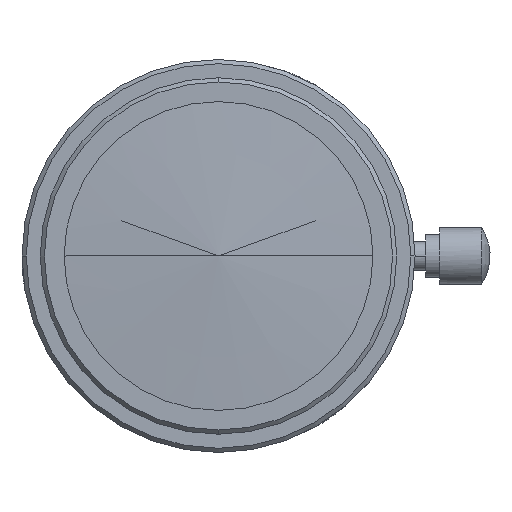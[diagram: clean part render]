
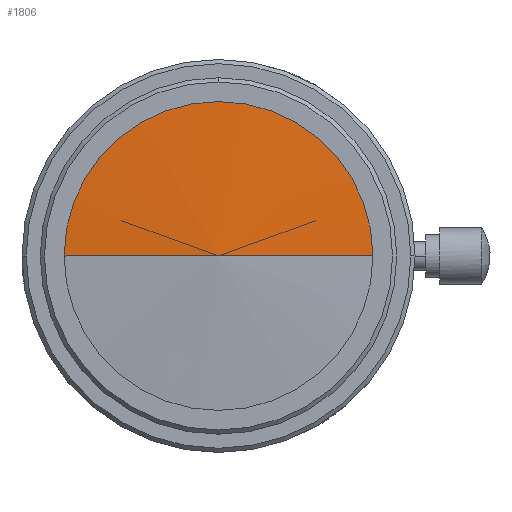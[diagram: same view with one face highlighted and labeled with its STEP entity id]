
A CAD part, left-side view. The second image highlights one B-rep face of the part: STEP entity #1806.
In plain terms, the highlighted conical face has half-angle 86.492 degrees and reference radius 16311.7 mm.
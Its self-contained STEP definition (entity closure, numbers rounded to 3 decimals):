
#42 = DIRECTION ( 'NONE',  ( 0., -0.815, 0.58 ) ) ;
#117 = CONICAL_SURFACE ( 'NONE', #2934, 16311.695, 1.51 ) ;
#202 = CARTESIAN_POINT ( 'NONE',  ( -86.275, 0., 0. ) ) ;
#264 = DIRECTION ( 'NONE',  ( 1., 0., 0. ) ) ;
#366 = VERTEX_POINT ( 'NONE', #2594 ) ;
#407 = LINE ( 'NONE', #202, #3663 ) ;
#469 = EDGE_CURVE ( 'NONE', #3632, #3892, #3955, .T. ) ;
#711 = EDGE_LOOP ( 'NONE', ( #2415, #2012, #2734, #1550 ) ) ;
#814 = EDGE_CURVE ( 'NONE', #366, #3892, #3024, .T. ) ;
#1134 = DIRECTION ( 'NONE',  ( 0.061, 0.998, 0. ) ) ;
#1144 = AXIS2_PLACEMENT_3D ( 'NONE', #1941, #4049, #42 ) ;
#1550 = ORIENTED_EDGE ( 'NONE', *, *, #4047, .F. ) ;
#1653 = DIRECTION ( 'NONE',  ( 0., -0.815, 0.58 ) ) ;
#1734 = DIRECTION ( 'NONE',  ( 0.061, -0.998, 0. ) ) ;
#1806 = ADVANCED_FACE ( 'NONE', ( #2727 ), #117, .T. ) ;
#1872 = VECTOR ( 'NONE', #1734, 1000. ) ;
#1941 = CARTESIAN_POINT ( 'NONE',  ( -85.601, 0., 0. ) ) ;
#2012 = ORIENTED_EDGE ( 'NONE', *, *, #814, .T. ) ;
#2279 = CARTESIAN_POINT ( 'NONE',  ( -85.601, 0., 11. ) ) ;
#2415 = ORIENTED_EDGE ( 'NONE', *, *, #3304, .F. ) ;
#2594 = CARTESIAN_POINT ( 'NONE',  ( -86.275, 0., 0. ) ) ;
#2717 = AXIS2_PLACEMENT_3D ( 'NONE', #3207, #3257, #1653 ) ;
#2727 = FACE_OUTER_BOUND ( 'NONE', #711, .T. ) ;
#2734 = ORIENTED_EDGE ( 'NONE', *, *, #469, .F. ) ;
#2924 = CIRCLE ( 'NONE', #2717, 11. ) ;
#2934 = AXIS2_PLACEMENT_3D ( 'NONE', #4065, #264, #3449 ) ;
#3024 = LINE ( 'NONE', #3596, #1872 ) ;
#3207 = CARTESIAN_POINT ( 'NONE',  ( -85.601, 0., 0. ) ) ;
#3257 = DIRECTION ( 'NONE',  ( 1., 0., 0. ) ) ;
#3304 = EDGE_CURVE ( 'NONE', #366, #3439, #407, .T. ) ;
#3439 = VERTEX_POINT ( 'NONE', #3724 ) ;
#3449 = DIRECTION ( 'NONE',  ( 0., 1., 0. ) ) ;
#3596 = CARTESIAN_POINT ( 'NONE',  ( -86.275, 0., 0. ) ) ;
#3632 = VERTEX_POINT ( 'NONE', #2279 ) ;
#3663 = VECTOR ( 'NONE', #1134, 1000. ) ;
#3724 = CARTESIAN_POINT ( 'NONE',  ( -85.601, 11., 0. ) ) ;
#3892 = VERTEX_POINT ( 'NONE', #4085 ) ;
#3955 = CIRCLE ( 'NONE', #1144, 11. ) ;
#4047 = EDGE_CURVE ( 'NONE', #3439, #3632, #2924, .T. ) ;
#4049 = DIRECTION ( 'NONE',  ( 1., 0., 0. ) ) ;
#4065 = CARTESIAN_POINT ( 'NONE',  ( 913.725, 0., 0. ) ) ;
#4085 = CARTESIAN_POINT ( 'NONE',  ( -85.601, -11., 0. ) ) ;
